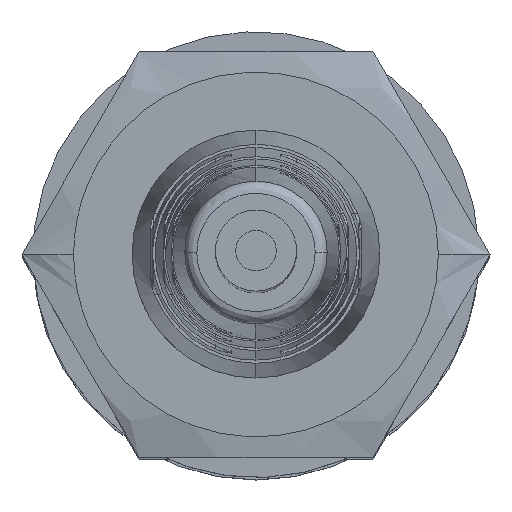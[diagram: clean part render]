
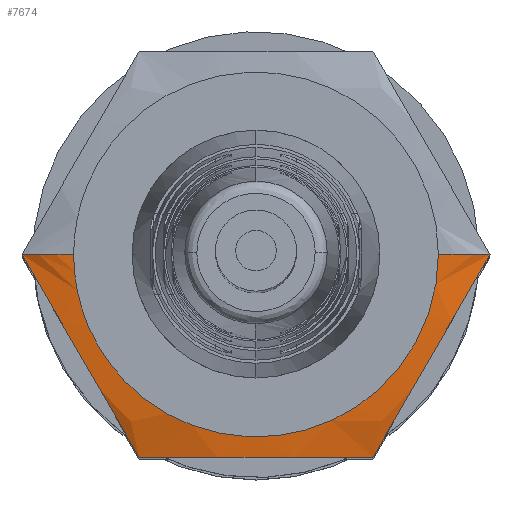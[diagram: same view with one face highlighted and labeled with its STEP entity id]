
A CAD part, top view. The second image highlights one B-rep face of the part: STEP entity #7674.
In plain terms, the highlighted free-form (B-spline) face has degree [2, 3] with [3, 4] control points.
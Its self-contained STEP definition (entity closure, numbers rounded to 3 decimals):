
#225 = CARTESIAN_POINT ( 'NONE',  ( -4.09, -2.916, 0.043 ) ) ;
#272 = CARTESIAN_POINT ( 'NONE',  ( 4.5, -9., 0. ) ) ;
#419 = CARTESIAN_POINT ( 'NONE',  ( 4.571, -2.084, 0.043 ) ) ;
#457 = CARTESIAN_POINT ( 'NONE',  ( -4.5, 0., 0. ) ) ;
#495 = VERTEX_POINT ( 'NONE', #1778 ) ;
#770 = CARTESIAN_POINT ( 'NONE',  ( 2.887, -5., 0.263 ) ) ;
#1102 = CARTESIAN_POINT ( 'NONE',  ( -4.813, -1.663, 0.053 ) ) ;
#1145 = CARTESIAN_POINT ( 'NONE',  ( -4.5, 0., 0. ) ) ;
#1292 = CARTESIAN_POINT ( 'NONE',  ( 3.847, -3.337, 0.053 ) ) ;
#1636 = CARTESIAN_POINT ( 'NONE',  ( 1.931, -5., 0.113 ) ) ;
#1720 = ORIENTED_EDGE ( 'NONE', *, *, #4724, .T. ) ;
#1778 = CARTESIAN_POINT ( 'NONE',  ( -4.5, 0., 0. ) ) ;
#1985 = CARTESIAN_POINT ( 'NONE',  ( -5.534, -0.414, 0.164 ) ) ;
#2029 = CARTESIAN_POINT ( 'NONE',  ( 2.887, -5., 0.263 ) ) ;
#2050 = VERTEX_POINT ( 'NONE', #9650 ) ;
#2181 = CARTESIAN_POINT ( 'NONE',  ( 3.126, -4.586, 0.164 ) ) ;
#2183 = VERTEX_POINT ( 'NONE', #8215 ) ;
#2409 = CARTESIAN_POINT ( 'NONE',  ( 5.167, 0., 0.011 ) ) ;
#2532 = CARTESIAN_POINT ( 'NONE',  ( 0.481, -5., 0.043 ) ) ;
#2808 = CARTESIAN_POINT ( 'NONE',  ( 5.781, 0., 0.266 ) ) ;
#2883 = CARTESIAN_POINT ( 'NONE',  ( -5.781, -11.562, 0.266 ) ) ;
#2934 = CARTESIAN_POINT ( 'NONE',  ( -4.5, 0., 0. ) ) ;
#3032 = CARTESIAN_POINT ( 'NONE',  ( 5.536, -0.411, 0.164 ) ) ;
#3315 = CARTESIAN_POINT ( 'NONE',  ( 4.5, 0., 0. ) ) ;
#3348 = B_SPLINE_CURVE_WITH_KNOTS ( 'NONE', 2,
 ( #457, #7261, #7486 ),
 .UNSPECIFIED., .F., .F.,
 ( 3, 3 ),
 ( 0.06, 0.994 ),
 .UNSPECIFIED. ) ;
#3405 = CARTESIAN_POINT ( 'NONE',  ( -0.966, -5., 0.053 ) ) ;
#3721 = B_SPLINE_CURVE_WITH_KNOTS ( 'NONE', 3,
 ( #9829, #8956, #10708, #5484, #225, #6360, #1102, #7252, #1985, #8118 ),
 .UNSPECIFIED., .F., .F.,
 ( 4, 2, 2, 2, 4 ),
 ( 0., 0.001, 0.003, 0.004, 0.006 ),
 .UNSPECIFIED. ) ;
#3747 = CARTESIAN_POINT ( 'NONE',  ( 5.171, 0., 0.011 ) ) ;
#3811 = CARTESIAN_POINT ( 'NONE',  ( 4.5, -9., 0. ) ) ;
#4288 = VERTEX_POINT ( 'NONE', #6802 ) ;
#4294 = CARTESIAN_POINT ( 'NONE',  ( -2.409, -5., 0.164 ) ) ;
#4651 = CARTESIAN_POINT ( 'NONE',  ( -5.171, -10.342, 0.011 ) ) ;
#4668 = CARTESIAN_POINT ( 'NONE',  ( -4.5, -9., 0. ) ) ;
#4724 = EDGE_CURVE ( 'NONE', #7473, #2050, #3721, .T. ) ;
#4767 = VERTEX_POINT ( 'NONE', #2029 ) ;
#4834 = EDGE_CURVE ( 'NONE', #2183, #4767, #6971, .T. ) ;
#5323 = EDGE_LOOP ( 'NONE', ( #8985, #6251, #1720, #5528, #10504, #10366 ) ) ;
#5333 = EDGE_CURVE ( 'NONE', #2183, #4288, #6610, .T. ) ;
#5484 = CARTESIAN_POINT ( 'NONE',  ( -3.848, -3.335, 0.052 ) ) ;
#5527 = CARTESIAN_POINT ( 'NONE',  ( 4.5, 0., 0. ) ) ;
#5528 = ORIENTED_EDGE ( 'NONE', *, *, #9891, .F. ) ;
#5678 = CARTESIAN_POINT ( 'NONE',  ( 4.812, -1.665, 0.052 ) ) ;
#5906 =( BOUNDED_CURVE ( )  B_SPLINE_CURVE ( 3, ( #2934, #4668, #3811, #9928 ),
 .UNSPECIFIED., .F., .F. ) 
 B_SPLINE_CURVE_WITH_KNOTS ( ( 4, 4 ),
 ( 0., 1. ),
 .UNSPECIFIED. ) 
 CURVE ( )  GEOMETRIC_REPRESENTATION_ITEM ( )  RATIONAL_B_SPLINE_CURVE ( ( 1., 0.333, 0.333, 1. ) ) 
 REPRESENTATION_ITEM ( '' )  );
#6208 =( BOUNDED_SURFACE ( )  B_SPLINE_SURFACE ( 2, 3, ( 
 ( #2808, #10646, #2883, #9010 ),
 ( #3747, #9872, #4651, #10763 ),
 ( #5527, #272, #6415, #1145 ) ),
 .UNSPECIFIED., .F., .F., .F. ) 
 B_SPLINE_SURFACE_WITH_KNOTS ( ( 3, 3 ),
 ( 4, 4 ),
 ( 0.06, 1. ),
 ( 0., 1. ),
 .UNSPECIFIED. ) 
 GEOMETRIC_REPRESENTATION_ITEM ( )  RATIONAL_B_SPLINE_SURFACE ( (
 ( 1., 0.333, 0.333, 1.),
 ( 1., 0.333, 0.333, 1.),
 ( 1., 0.333, 0.333, 1.) ) ) 
 REPRESENTATION_ITEM ( '' )  SURFACE ( )  );
#6251 = ORIENTED_EDGE ( 'NONE', *, *, #8697, .T. ) ;
#6355 = FACE_OUTER_BOUND ( 'NONE', #5323, .T. ) ;
#6360 = CARTESIAN_POINT ( 'NONE',  ( -4.572, -2.081, 0.043 ) ) ;
#6415 = CARTESIAN_POINT ( 'NONE',  ( -4.5, -9., 0. ) ) ;
#6561 = CARTESIAN_POINT ( 'NONE',  ( 4.088, -2.919, 0.043 ) ) ;
#6610 = B_SPLINE_CURVE_WITH_KNOTS ( 'NONE', 2,
 ( #7663, #2409, #3315 ),
 .UNSPECIFIED., .F., .F.,
 ( 3, 3 ),
 ( 0.066, 1. ),
 .UNSPECIFIED. ) ;
#6802 = CARTESIAN_POINT ( 'NONE',  ( 4.5, 0., 0. ) ) ;
#6874 = CARTESIAN_POINT ( 'NONE',  ( 2.412, -5., 0.164 ) ) ;
#6971 = B_SPLINE_CURVE_WITH_KNOTS ( 'NONE', 3,
 ( #9152, #3032, #10905, #5678, #419, #6561, #1292, #7438, #2181, #8308 ),
 .UNSPECIFIED., .F., .F.,
 ( 4, 2, 2, 2, 4 ),
 ( 0., 0.001, 0.003, 0.004, 0.006 ),
 .UNSPECIFIED. ) ;
#7252 = CARTESIAN_POINT ( 'NONE',  ( -5.294, -0.83, 0.112 ) ) ;
#7261 = CARTESIAN_POINT ( 'NONE',  ( -5.167, 0., 0.011 ) ) ;
#7438 = CARTESIAN_POINT ( 'NONE',  ( 3.366, -4.17, 0.112 ) ) ;
#7473 = VERTEX_POINT ( 'NONE', #8649 ) ;
#7486 = CARTESIAN_POINT ( 'NONE',  ( -5.774, 0., 0.263 ) ) ;
#7663 = CARTESIAN_POINT ( 'NONE',  ( 5.774, 0., 0.263 ) ) ;
#7674 = ADVANCED_FACE ( 'NONE', ( #6355 ), #6208, .F. ) ;
#7779 = CARTESIAN_POINT ( 'NONE',  ( 0.964, -5., 0.052 ) ) ;
#8035 = B_SPLINE_CURVE_WITH_KNOTS ( 'NONE', 3,
 ( #770, #6874, #1636, #7779, #2532, #8641, #3405, #9522, #4294, #10402 ),
 .UNSPECIFIED., .F., .F.,
 ( 4, 2, 2, 2, 4 ),
 ( 0., 0.001, 0.003, 0.004, 0.006 ),
 .UNSPECIFIED. ) ;
#8118 = CARTESIAN_POINT ( 'NONE',  ( -5.774, 0., 0.263 ) ) ;
#8215 = CARTESIAN_POINT ( 'NONE',  ( 5.774, 0., 0.263 ) ) ;
#8308 = CARTESIAN_POINT ( 'NONE',  ( 2.887, -5., 0.263 ) ) ;
#8641 = CARTESIAN_POINT ( 'NONE',  ( -0.484, -5., 0.043 ) ) ;
#8649 = CARTESIAN_POINT ( 'NONE',  ( -2.887, -5., 0.263 ) ) ;
#8697 = EDGE_CURVE ( 'NONE', #4767, #7473, #8035, .T. ) ;
#8956 = CARTESIAN_POINT ( 'NONE',  ( -3.124, -4.589, 0.164 ) ) ;
#8978 = EDGE_CURVE ( 'NONE', #495, #4288, #5906, .T. ) ;
#8985 = ORIENTED_EDGE ( 'NONE', *, *, #4834, .T. ) ;
#9010 = CARTESIAN_POINT ( 'NONE',  ( -5.781, 0., 0.266 ) ) ;
#9152 = CARTESIAN_POINT ( 'NONE',  ( 5.774, 0., 0.263 ) ) ;
#9522 = CARTESIAN_POINT ( 'NONE',  ( -1.928, -5., 0.112 ) ) ;
#9650 = CARTESIAN_POINT ( 'NONE',  ( -5.774, 0., 0.263 ) ) ;
#9829 = CARTESIAN_POINT ( 'NONE',  ( -2.887, -5., 0.263 ) ) ;
#9872 = CARTESIAN_POINT ( 'NONE',  ( 5.171, -10.342, 0.011 ) ) ;
#9891 = EDGE_CURVE ( 'NONE', #495, #2050, #3348, .T. ) ;
#9928 = CARTESIAN_POINT ( 'NONE',  ( 4.5, 0., 0. ) ) ;
#10366 = ORIENTED_EDGE ( 'NONE', *, *, #5333, .F. ) ;
#10402 = CARTESIAN_POINT ( 'NONE',  ( -2.887, -5., 0.263 ) ) ;
#10504 = ORIENTED_EDGE ( 'NONE', *, *, #8978, .T. ) ;
#10646 = CARTESIAN_POINT ( 'NONE',  ( 5.781, -11.562, 0.266 ) ) ;
#10708 = CARTESIAN_POINT ( 'NONE',  ( -3.365, -4.172, 0.113 ) ) ;
#10763 = CARTESIAN_POINT ( 'NONE',  ( -5.171, 0., 0.011 ) ) ;
#10905 = CARTESIAN_POINT ( 'NONE',  ( 5.296, -0.828, 0.113 ) ) ;
